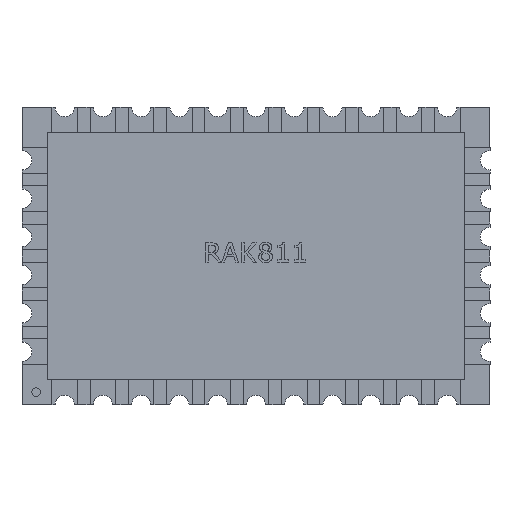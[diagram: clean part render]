
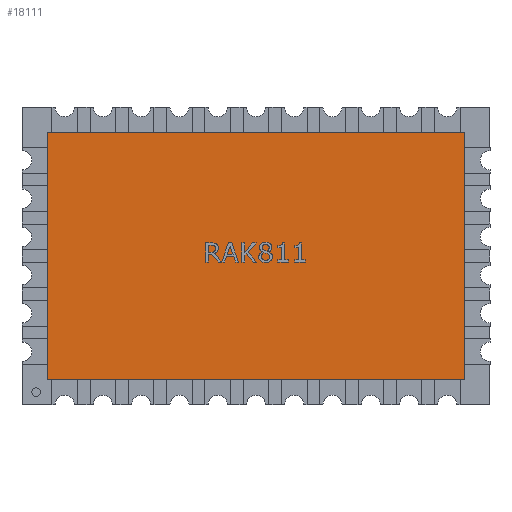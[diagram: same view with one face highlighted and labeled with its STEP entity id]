
A CAD part, top view. The second image highlights one B-rep face of the part: STEP entity #18111.
In plain terms, the highlighted planar face has unit normal (0, 0, 1).
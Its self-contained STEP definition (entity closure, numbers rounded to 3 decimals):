
#5 = VERTEX_POINT ( 'NONE', #17626 ) ;
#917 = EDGE_LOOP ( 'NONE', ( #10676, #1321, #7741, #17360 ) ) ;
#1321 = ORIENTED_EDGE ( 'NONE', *, *, #7087, .F. ) ;
#2023 = CARTESIAN_POINT ( 'NONE',  ( 1.2, 12.8, 1.7 ) ) ;
#2258 = VECTOR ( 'NONE', #2686, 1000. ) ;
#2312 = CARTESIAN_POINT ( 'NONE',  ( 1.2, 1.2, 1.7 ) ) ;
#2565 = DIRECTION ( 'NONE',  ( 1., 0., 0. ) ) ;
#2686 = DIRECTION ( 'NONE',  ( 0., -1., 0. ) ) ;
#3450 = VERTEX_POINT ( 'NONE', #2312 ) ;
#3499 = EDGE_CURVE ( 'NONE', #3450, #19992, #8177, .T. ) ;
#4657 = AXIS2_PLACEMENT_3D ( 'NONE', #13536, #19818, #7358 ) ;
#5471 = CARTESIAN_POINT ( 'NONE',  ( 20.8, 1.2, 1.7 ) ) ;
#5575 = EDGE_CURVE ( 'NONE', #5811, #3450, #5623, .T. ) ;
#5623 = LINE ( 'NONE', #15177, #19001 ) ;
#5811 = VERTEX_POINT ( 'NONE', #2023 ) ;
#6938 = CARTESIAN_POINT ( 'NONE',  ( 1.2, 1.2, 1.7 ) ) ;
#7022 = LINE ( 'NONE', #5471, #2258 ) ;
#7087 = EDGE_CURVE ( 'NONE', #5811, #5, #10286, .T. ) ;
#7358 = DIRECTION ( 'NONE',  ( 1., 0., 0. ) ) ;
#7564 = PLANE ( 'NONE',  #4657 ) ;
#7741 = ORIENTED_EDGE ( 'NONE', *, *, #5575, .T. ) ;
#8177 = LINE ( 'NONE', #6938, #13653 ) ;
#9498 = CARTESIAN_POINT ( 'NONE',  ( 20.8, 1.2, 1.7 ) ) ;
#10026 = DIRECTION ( 'NONE',  ( 1., 0., 0. ) ) ;
#10286 = LINE ( 'NONE', #18400, #14119 ) ;
#10676 = ORIENTED_EDGE ( 'NONE', *, *, #16249, .F. ) ;
#11799 = DIRECTION ( 'NONE',  ( 0., -1., 0. ) ) ;
#13536 = CARTESIAN_POINT ( 'NONE',  ( 1.2, 1.2, 1.7 ) ) ;
#13653 = VECTOR ( 'NONE', #10026, 1000. ) ;
#14119 = VECTOR ( 'NONE', #2565, 1000. ) ;
#15177 = CARTESIAN_POINT ( 'NONE',  ( 1.2, 1.2, 1.7 ) ) ;
#16249 = EDGE_CURVE ( 'NONE', #5, #19992, #7022, .T. ) ;
#17360 = ORIENTED_EDGE ( 'NONE', *, *, #3499, .T. ) ;
#17626 = CARTESIAN_POINT ( 'NONE',  ( 20.8, 12.8, 1.7 ) ) ;
#18111 = ADVANCED_FACE ( 'NONE', ( #19910 ), #7564, .T. ) ;
#18400 = CARTESIAN_POINT ( 'NONE',  ( 1.2, 12.8, 1.7 ) ) ;
#19001 = VECTOR ( 'NONE', #11799, 1000. ) ;
#19818 = DIRECTION ( 'NONE',  ( 0., 0., 1. ) ) ;
#19910 = FACE_OUTER_BOUND ( 'NONE', #917, .T. ) ;
#19992 = VERTEX_POINT ( 'NONE', #9498 ) ;
